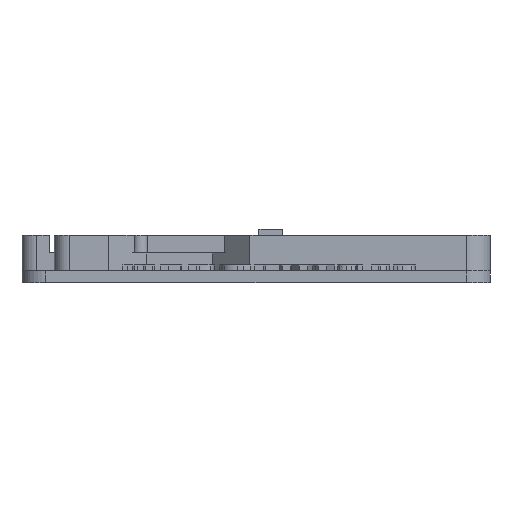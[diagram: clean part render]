
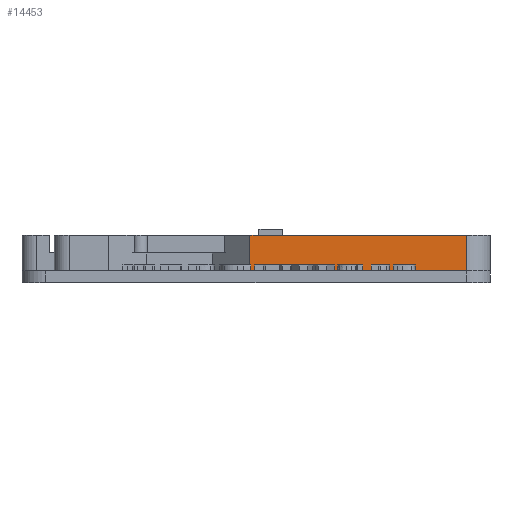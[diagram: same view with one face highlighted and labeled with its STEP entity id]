
A CAD part, front view. The second image highlights one B-rep face of the part: STEP entity #14453.
In plain terms, the highlighted planar face has unit normal (0, -1, 0).
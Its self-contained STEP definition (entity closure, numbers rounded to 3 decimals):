
#274 = PLANE('',#275);
#275 = AXIS2_PLACEMENT_3D('',#276,#277,#278);
#276 = CARTESIAN_POINT('',(-39.44,-37.,0.));
#277 = DIRECTION('',(0.,0.,1.));
#278 = DIRECTION('',(1.,0.,0.));
#558 = VERTEX_POINT('',#559);
#559 = CARTESIAN_POINT('',(35.44,-31.42,0.));
#574 = CYLINDRICAL_SURFACE('',#575,4.);
#575 = AXIS2_PLACEMENT_3D('',#576,#577,#578);
#576 = CARTESIAN_POINT('',(35.44,-27.42,0.));
#577 = DIRECTION('',(-0.,-0.,-1.));
#578 = DIRECTION('',(1.,0.,0.));
#586 = EDGE_CURVE('',#558,#587,#589,.T.);
#587 = VERTEX_POINT('',#588);
#588 = CARTESIAN_POINT('',(-1.012,-31.42,0.));
#589 = SURFACE_CURVE('',#590,(#594,#601),.PCURVE_S1.);
#590 = LINE('',#591,#592);
#591 = CARTESIAN_POINT('',(35.44,-31.42,0.));
#592 = VECTOR('',#593,1.);
#593 = DIRECTION('',(-1.,0.,0.));
#594 = PCURVE('',#274,#595);
#595 = DEFINITIONAL_REPRESENTATION('',(#596),#600);
#596 = LINE('',#597,#598);
#597 = CARTESIAN_POINT('',(74.88,5.58));
#598 = VECTOR('',#599,1.);
#599 = DIRECTION('',(-1.,0.));
#600 = ( GEOMETRIC_REPRESENTATION_CONTEXT(2) 
PARAMETRIC_REPRESENTATION_CONTEXT() REPRESENTATION_CONTEXT('2D SPACE',''
  ) );
#601 = PCURVE('',#602,#607);
#602 = PLANE('',#603);
#603 = AXIS2_PLACEMENT_3D('',#604,#605,#606);
#604 = CARTESIAN_POINT('',(35.44,-31.42,0.));
#605 = DIRECTION('',(0.,-1.,0.));
#606 = DIRECTION('',(-1.,0.,0.));
#607 = DEFINITIONAL_REPRESENTATION('',(#608),#612);
#608 = LINE('',#609,#610);
#609 = CARTESIAN_POINT('',(0.,-0.));
#610 = VECTOR('',#611,1.);
#611 = DIRECTION('',(1.,0.));
#612 = ( GEOMETRIC_REPRESENTATION_CONTEXT(2) 
PARAMETRIC_REPRESENTATION_CONTEXT() REPRESENTATION_CONTEXT('2D SPACE',''
  ) );
#630 = PLANE('',#631);
#631 = AXIS2_PLACEMENT_3D('',#632,#633,#634);
#632 = CARTESIAN_POINT('',(-7.409,-25.023,0.));
#633 = DIRECTION('',(0.707,0.707,0.));
#634 = DIRECTION('',(0.707,-0.707,0.));
#14300 = VERTEX_POINT('',#14301);
#14301 = CARTESIAN_POINT('',(-1.012,-31.42,6.));
#14314 = PLANE('',#14315);
#14315 = AXIS2_PLACEMENT_3D('',#14316,#14317,#14318);
#14316 = CARTESIAN_POINT('',(35.44,-31.42,6.));
#14317 = DIRECTION('',(0.,0.,1.));
#14318 = DIRECTION('',(1.,0.,0.));
#14325 = EDGE_CURVE('',#587,#14300,#14326,.T.);
#14326 = SURFACE_CURVE('',#14327,(#14331,#14337),.PCURVE_S1.);
#14327 = LINE('',#14328,#14329);
#14328 = CARTESIAN_POINT('',(-1.012,-31.42,0.));
#14329 = VECTOR('',#14330,1.);
#14330 = DIRECTION('',(0.,0.,1.));
#14331 = PCURVE('',#630,#14332);
#14332 = DEFINITIONAL_REPRESENTATION('',(#14333),#14336);
#14333 = B_SPLINE_CURVE_WITH_KNOTS('',1,(#14334,#14335),.UNSPECIFIED.,
  .F.,.F.,(2,2),(-0.6,6.6),.PIECEWISE_BEZIER_KNOTS.);
#14334 = CARTESIAN_POINT('',(9.047,0.6));
#14335 = CARTESIAN_POINT('',(9.047,-6.6));
#14336 = ( GEOMETRIC_REPRESENTATION_CONTEXT(2) 
PARAMETRIC_REPRESENTATION_CONTEXT() REPRESENTATION_CONTEXT('2D SPACE',''
  ) );
#14337 = PCURVE('',#602,#14338);
#14338 = DEFINITIONAL_REPRESENTATION('',(#14339),#14342);
#14339 = B_SPLINE_CURVE_WITH_KNOTS('',1,(#14340,#14341),.UNSPECIFIED.,
  .F.,.F.,(2,2),(-0.6,6.6),.PIECEWISE_BEZIER_KNOTS.);
#14340 = CARTESIAN_POINT('',(36.452,0.6));
#14341 = CARTESIAN_POINT('',(36.452,-6.6));
#14342 = ( GEOMETRIC_REPRESENTATION_CONTEXT(2) 
PARAMETRIC_REPRESENTATION_CONTEXT() REPRESENTATION_CONTEXT('2D SPACE',''
  ) );
#14453 = ADVANCED_FACE('',(#14454),#602,.T.);
#14454 = FACE_BOUND('',#14455,.T.);
#14455 = EDGE_LOOP('',(#14456,#14457,#14480,#14501));
#14456 = ORIENTED_EDGE('',*,*,#586,.F.);
#14457 = ORIENTED_EDGE('',*,*,#14458,.T.);
#14458 = EDGE_CURVE('',#558,#14459,#14461,.T.);
#14459 = VERTEX_POINT('',#14460);
#14460 = CARTESIAN_POINT('',(35.44,-31.42,6.));
#14461 = SURFACE_CURVE('',#14462,(#14466,#14473),.PCURVE_S1.);
#14462 = LINE('',#14463,#14464);
#14463 = CARTESIAN_POINT('',(35.44,-31.42,0.));
#14464 = VECTOR('',#14465,1.);
#14465 = DIRECTION('',(0.,0.,1.));
#14466 = PCURVE('',#602,#14467);
#14467 = DEFINITIONAL_REPRESENTATION('',(#14468),#14472);
#14468 = LINE('',#14469,#14470);
#14469 = CARTESIAN_POINT('',(0.,-0.));
#14470 = VECTOR('',#14471,1.);
#14471 = DIRECTION('',(0.,-1.));
#14472 = ( GEOMETRIC_REPRESENTATION_CONTEXT(2) 
PARAMETRIC_REPRESENTATION_CONTEXT() REPRESENTATION_CONTEXT('2D SPACE',''
  ) );
#14473 = PCURVE('',#574,#14474);
#14474 = DEFINITIONAL_REPRESENTATION('',(#14475),#14479);
#14475 = LINE('',#14476,#14477);
#14476 = CARTESIAN_POINT('',(-4.712,0.));
#14477 = VECTOR('',#14478,1.);
#14478 = DIRECTION('',(-0.,-1.));
#14479 = ( GEOMETRIC_REPRESENTATION_CONTEXT(2) 
PARAMETRIC_REPRESENTATION_CONTEXT() REPRESENTATION_CONTEXT('2D SPACE',''
  ) );
#14480 = ORIENTED_EDGE('',*,*,#14481,.T.);
#14481 = EDGE_CURVE('',#14459,#14300,#14482,.T.);
#14482 = SURFACE_CURVE('',#14483,(#14487,#14494),.PCURVE_S1.);
#14483 = LINE('',#14484,#14485);
#14484 = CARTESIAN_POINT('',(35.44,-31.42,6.));
#14485 = VECTOR('',#14486,1.);
#14486 = DIRECTION('',(-1.,0.,0.));
#14487 = PCURVE('',#602,#14488);
#14488 = DEFINITIONAL_REPRESENTATION('',(#14489),#14493);
#14489 = LINE('',#14490,#14491);
#14490 = CARTESIAN_POINT('',(0.,-6.));
#14491 = VECTOR('',#14492,1.);
#14492 = DIRECTION('',(1.,0.));
#14493 = ( GEOMETRIC_REPRESENTATION_CONTEXT(2) 
PARAMETRIC_REPRESENTATION_CONTEXT() REPRESENTATION_CONTEXT('2D SPACE',''
  ) );
#14494 = PCURVE('',#14314,#14495);
#14495 = DEFINITIONAL_REPRESENTATION('',(#14496),#14500);
#14496 = LINE('',#14497,#14498);
#14497 = CARTESIAN_POINT('',(0.,0.));
#14498 = VECTOR('',#14499,1.);
#14499 = DIRECTION('',(-1.,0.));
#14500 = ( GEOMETRIC_REPRESENTATION_CONTEXT(2) 
PARAMETRIC_REPRESENTATION_CONTEXT() REPRESENTATION_CONTEXT('2D SPACE',''
  ) );
#14501 = ORIENTED_EDGE('',*,*,#14325,.F.);
